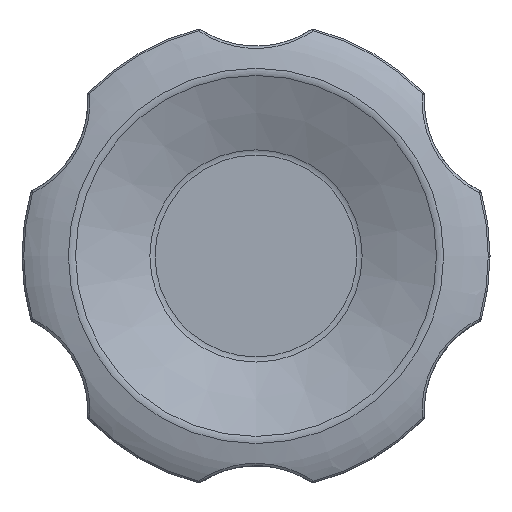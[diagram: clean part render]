
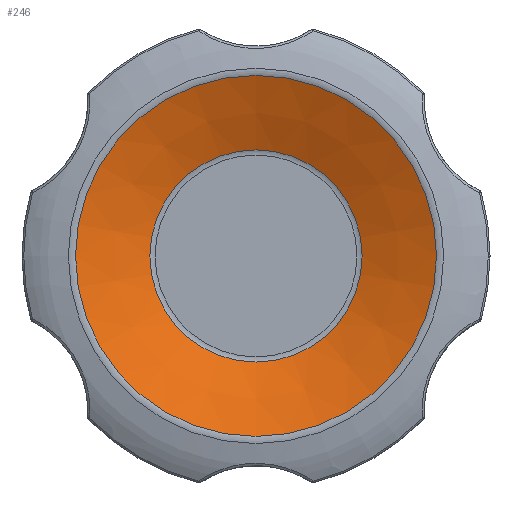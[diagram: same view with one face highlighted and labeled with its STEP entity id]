
A CAD part, top view. The second image highlights one B-rep face of the part: STEP entity #246.
In plain terms, the highlighted conical face has half-angle 67.38 degrees and reference radius 26.997 mm.
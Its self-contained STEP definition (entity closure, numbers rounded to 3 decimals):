
#246 = ADVANCED_FACE( '', ( #530, #531 ), #532, .F. );
#530 = FACE_BOUND( '', #2274, .T. );
#531 = FACE_OUTER_BOUND( '', #2275, .T. );
#532 = CONICAL_SURFACE( '', #2276, 26.997, 1.176 );
#2274 = EDGE_LOOP( '', ( #3299 ) );
#2275 = EDGE_LOOP( '', ( #3300 ) );
#2276 = AXIS2_PLACEMENT_3D( '', #3301, #3302, #3303 );
#3299 = ORIENTED_EDGE( '', *, *, #3689, .F. );
#3300 = ORIENTED_EDGE( '', *, *, #3724, .T. );
#3301 = CARTESIAN_POINT( '', ( 0., 0., 39.791 ) );
#3302 = DIRECTION( '', ( 0., 0., 1. ) );
#3303 = DIRECTION( '', ( 0., -1., 0. ) );
#3689 = EDGE_CURVE( '', #4031, #4031, #4032, .T. );
#3724 = EDGE_CURVE( '', #4071, #4071, #4072, .T. );
#4031 = VERTEX_POINT( '', #5422 );
#4032 = CIRCLE( '', #5423, 15.869 );
#4071 = VERTEX_POINT( '', #5566 );
#4072 = CIRCLE( '', #5567, 26.997 );
#5422 = CARTESIAN_POINT( '', ( 0., -15.869, 35.154 ) );
#5423 = AXIS2_PLACEMENT_3D( '', #5948, #5949, #5950 );
#5566 = CARTESIAN_POINT( '', ( 0., -26.997, 39.791 ) );
#5567 = AXIS2_PLACEMENT_3D( '', #5992, #5993, #5994 );
#5948 = CARTESIAN_POINT( '', ( 0., 0., 35.154 ) );
#5949 = DIRECTION( '', ( 0., 0., 1. ) );
#5950 = DIRECTION( '', ( 0., -1., 0. ) );
#5992 = CARTESIAN_POINT( '', ( 0., 0., 39.791 ) );
#5993 = DIRECTION( '', ( 0., 0., 1. ) );
#5994 = DIRECTION( '', ( 0., -1., 0. ) );
